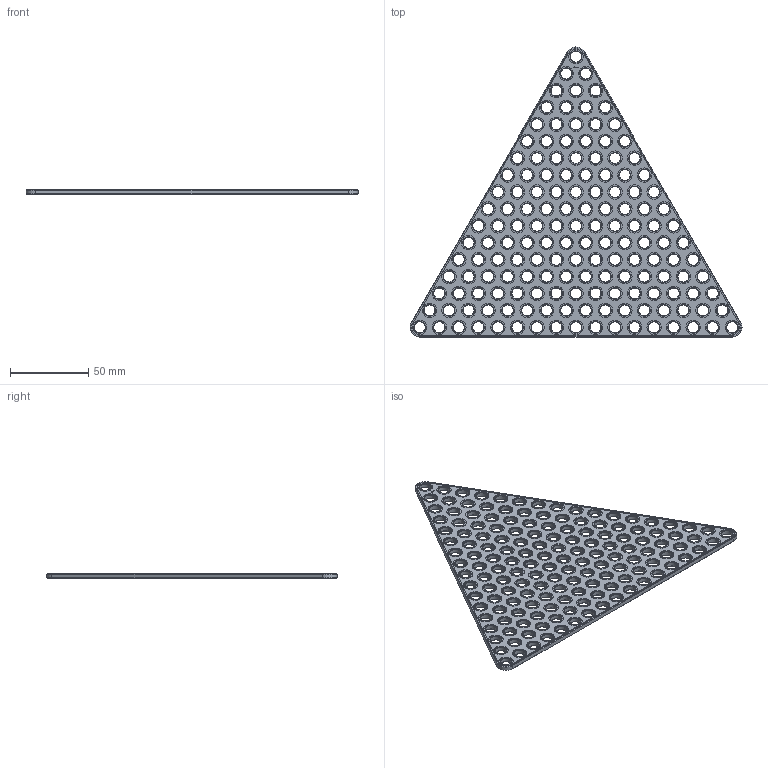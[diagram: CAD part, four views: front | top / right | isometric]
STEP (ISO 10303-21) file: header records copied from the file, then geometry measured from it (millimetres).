
FILE_DESCRIPTION(('FreeCAD Model'),'2;1');
FILE_NAME('Open CASCADE Shape Model','2024-01-31T13:00:10',(''),(''), 'Open CASCADE STEP processor 7.6','FreeCAD','Unknown');
FILE_SCHEMA(('AUTOMOTIVE_DESIGN { 1 0 10303 214 1 1 1 1 }'));
Products named in the file (1): Plate TRI CRNR BU17x00.25 - SPN-PLT-0028 (stemfie.org)
Bounding box: 212.5 x 185.71 x 3.12 mm (x, y, z)
Volume: 45394.9 mm3; surface area: 42762.7 mm2
Topology: 1 solids, 1 shells, 1255 faces, 2880 edges, 1814 vertices
Faces by surface type: plane 467, cylinder 312, cone 312, extrusion 164
Full cylindrical faces by diameter (mm): 7 x153, 9.2 x153
Entity records: 75549 total; most frequent: CARTESIAN_POINT 16597, DIRECTION 10798, VECTOR 6424, LINE 6260, ORIENTED_EDGE 5760, PCURVE 5760, DEFINITIONAL_REPRESENTATION 5760, EDGE_CURVE 2880
